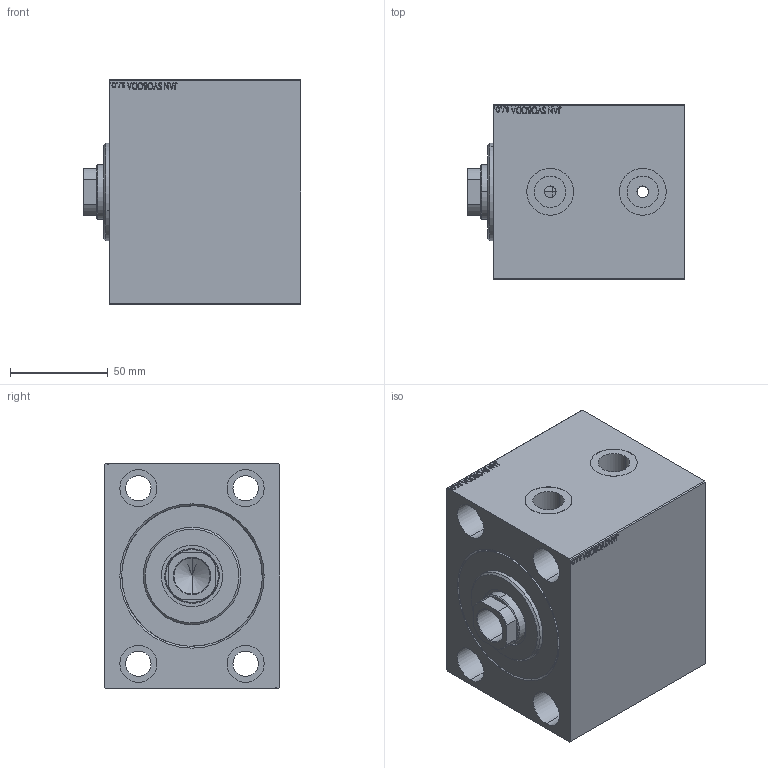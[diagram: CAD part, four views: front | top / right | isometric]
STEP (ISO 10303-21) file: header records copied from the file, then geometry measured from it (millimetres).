
FILE_DESCRIPTION (( 'STEP AP203' ), '1' );
FILE_NAME ('1bff.STEP', '2022-04-17T06:49:28', ( '' ), ( '' ), 'SwSTEP 2.0', 'SolidWorks 2019', '' );
FILE_SCHEMA (( 'CONFIG_CONTROL_DESIGN' ));
Length unit declared in the file: millimetre
Products named in the file (4): V450CM_C_Body 8fe7c6cab2ec8d195985a91b2c16fc7d; V450CM_VC_B 8fe7c6cab2ec8d195985a91b2c16fc7d; V450CM_C_VCP 8fe7c6cab2ec8d195985a91b2c16fc7d; 1bff
Assembly tree (3 placements, depth 2):
  1bff
    V450CM_C_Body 8fe7c6cab2ec8d195985a91b2c16fc7d
    V450CM_C_VCP 8fe7c6cab2ec8d195985a91b2c16fc7d
    V450CM_VC_B 8fe7c6cab2ec8d195985a91b2c16fc7d
Bounding box: 111.5 x 90 x 115 mm (x, y, z)
Volume: 886395 mm3; surface area: 118272.2 mm2
Topology: 3 solids, 3 shells, 879 faces, 2246 edges, 1489 vertices
Faces by surface type: plane 413, bspline 380, cylinder 72, cone 14
Entity records: 44516 total; most frequent: CARTESIAN_POINT 25246, ORIENTED_EDGE 4488, DIRECTION 2638, EDGE_CURVE 2244, VERTEX_POINT 1489, LINE 1316, VECTOR 1316, EDGE_LOOP 1013
